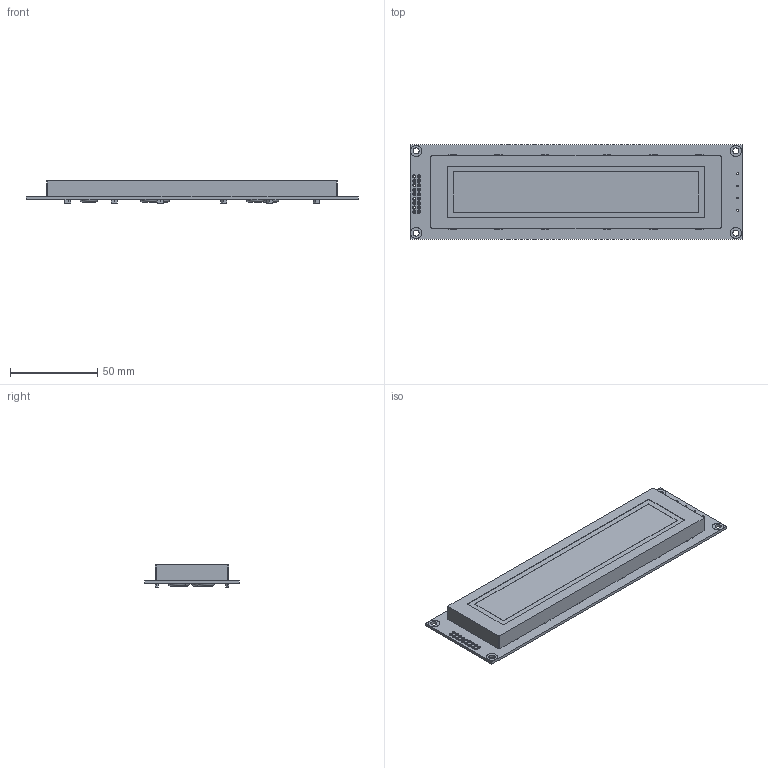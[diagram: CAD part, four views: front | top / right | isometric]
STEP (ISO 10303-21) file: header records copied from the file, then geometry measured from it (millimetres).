
FILE_DESCRIPTION(/* description */ (''),/* implementation_level */ '2;1');
FILE_NAME(/* name */ 'NHD-0440WH-ATFH-JT.step',/* time_stamp */ '2022-08-12T14:29:11+01:00',/* author */ (''),/* organization */ (''),/* preprocessor_version */ 'ST-DEVELOPER v19',/* originating_system */ 'Autodesk Translation Framework v11.7.0.108',/* authorisation */ '');
FILE_SCHEMA (('AUTOMOTIVE_DESIGN { 1 0 10303 214 3 1 1 }'));
Length unit declared in the file: millimetre
Products named in the file (1): NHD-0440WH-ATFH-JT#
Bounding box: 190 x 54 x 12.7 mm (x, y, z)
Volume: 78674.1 mm3; surface area: 25828.2 mm2
Topology: 1 solids, 1 shells, 375 faces, 936 edges, 604 vertices
Faces by surface type: plane 247, cylinder 122, torus 6
Full cylindrical faces by diameter (mm): 1 x22, 1.8 x36, 3.5 x4, 6.5 x8
Entity records: 11721 total; most frequent: DIRECTION 1950, CARTESIAN_POINT 1916, ORIENTED_EDGE 1872, EDGE_CURVE 936, LINE 674, VECTOR 674, AXIS2_PLACEMENT_3D 638, VERTEX_POINT 604
